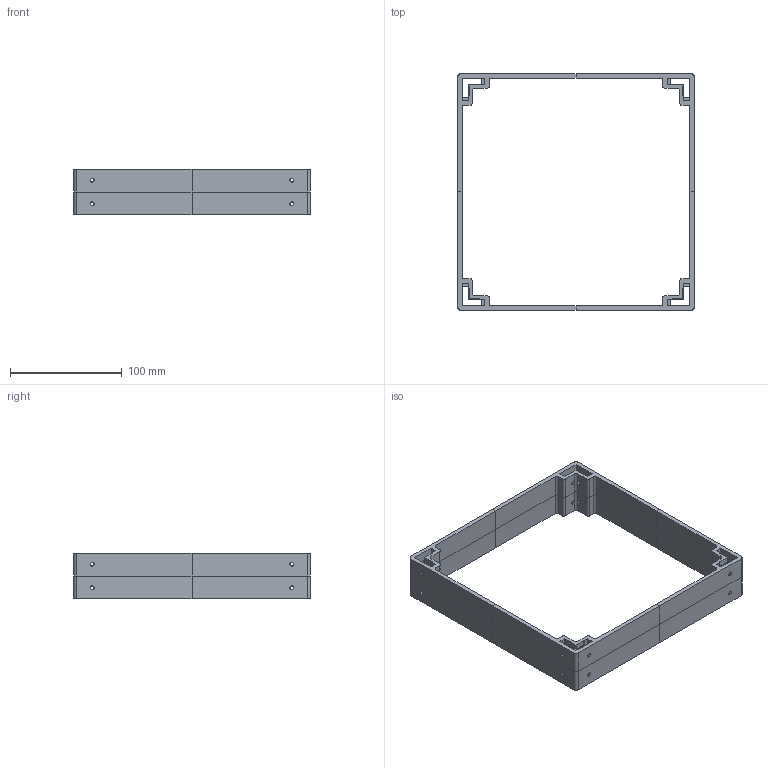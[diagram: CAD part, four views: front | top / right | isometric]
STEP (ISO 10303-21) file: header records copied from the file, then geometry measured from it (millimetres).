
FILE_DESCRIPTION(('HOOPS Exchange Step'),'2;1');
FILE_NAME('temp_export','2025-09-13T18:28:50+02:00',('cb'),('Shapr3D Limited'),'HOOPS Exchange 2025.5','Shapr3D','Authorized');
FILE_SCHEMA( ('AP242_MANAGED_MODEL_BASED_3D_ENGINEERING_MIM_LF {1 0 10303 442 1 1 4}') );
Length unit declared in the file: millimetre
Products named in the file (1): Mid-Extender
Bounding box: 212 x 212 x 40.5 mm (x, y, z)
Volume: 160654 mm3; surface area: 98176.6 mm2
Topology: 8 solids, 8 shells, 296 faces, 888 edges, 592 vertices
Faces by surface type: plane 216, cylinder 80
Full cylindrical faces by diameter (mm): 3.2 x32
Entity records: 10153 total; most frequent: CARTESIAN_POINT 1778, ORIENTED_EDGE 1776, DIRECTION 1676, EDGE_CURVE 888, VECTOR 696, LINE 696, VERTEX_POINT 592, AXIS2_PLACEMENT_3D 490
